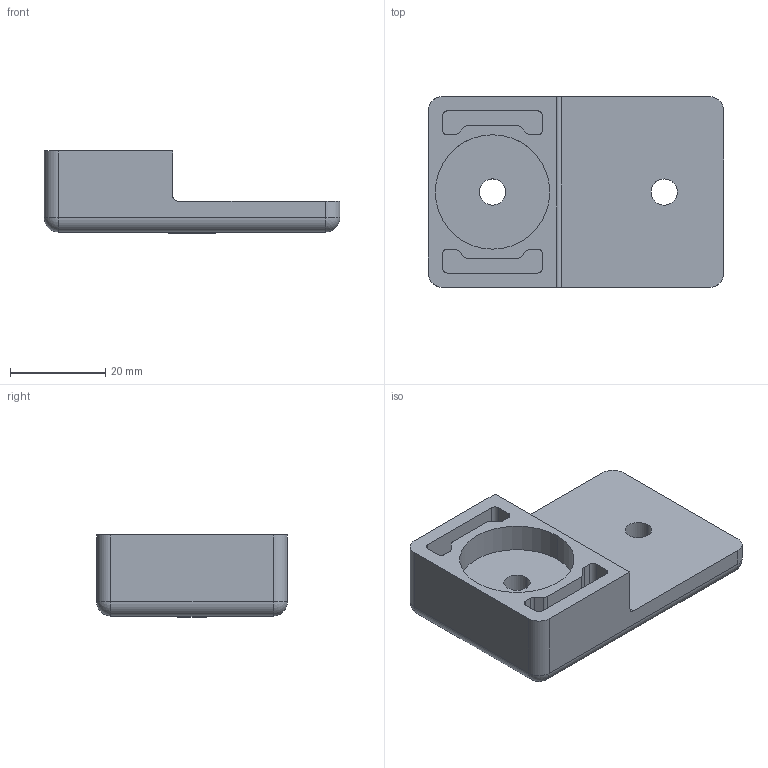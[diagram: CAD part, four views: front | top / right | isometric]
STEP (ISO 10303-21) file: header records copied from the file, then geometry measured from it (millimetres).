
FILE_DESCRIPTION((''),'2;1');
FILE_NAME('12126_MAGNET_4045_A','2022-09-19T08:13:15',('PredragRovcanin'),('Audax d.o.o.'),'CREO PARAMETRIC BY PTC INC, 2020281','CREO PARAMETRIC BY PTC INC, 2020281','');
FILE_SCHEMA(('AP242_MANAGED_MODEL_BASED_3D_ENGINEERING_MIM_LF { 1 0 10303 442 1 1 4 }'));
Length unit declared in the file: millimetre
Products named in the file (1): 12126_MAGNET_4045_A
Bounding box: 62 x 40 x 17.2 mm (x, y, z)
Volume: 21717.9 mm3; surface area: 9329.5 mm2
Topology: 1 solids, 1 shells, 76 faces, 193 edges, 130 vertices
Faces by surface type: cylinder 35, plane 33, sphere 4, extrusion 4
Entity records: 3422 total; most frequent: CARTESIAN_POINT 488, DIRECTION 423, ORIENTED_EDGE 378, COLOUR_RGB 321, PRESENTATION_STYLE_ASSIGNMENT 197, STYLED_ITEM 197, CURVE_STYLE 194, EDGE_CURVE 189
